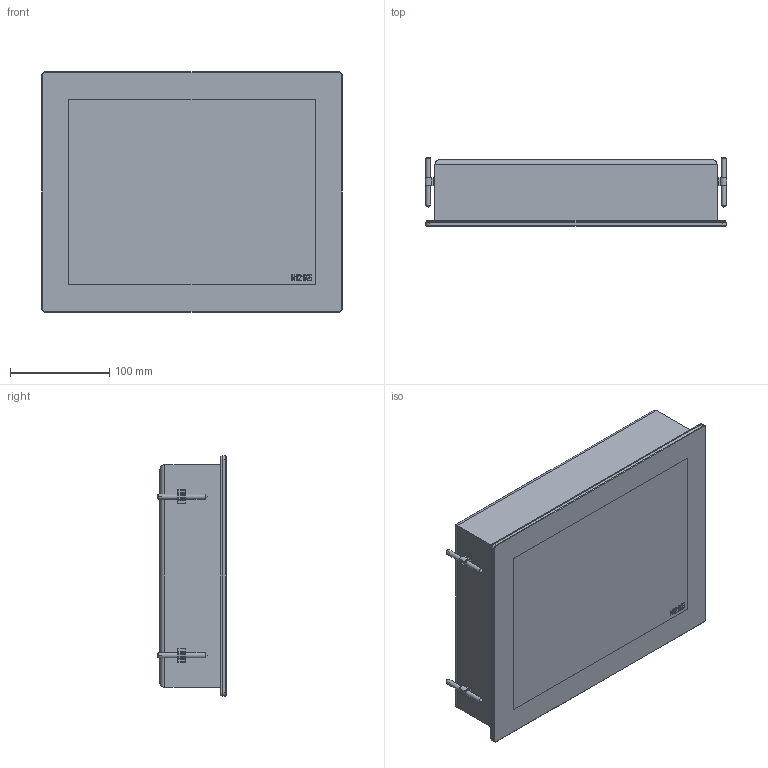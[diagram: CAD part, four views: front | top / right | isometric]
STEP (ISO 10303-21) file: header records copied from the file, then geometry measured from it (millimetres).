
FILE_DESCRIPTION(/* description */ ('Unknown'),/* implementation_level */ '2;1');
FILE_NAME(/* name */ 'N121KG 3d',/* time_stamp */ '2016-10-20T10:14:00+02:00',/* author */ ('Unknown'),/* organization */ ('Unknown'),/* preprocessor_version */ 'ST-DEVELOPER v16.7',/* originating_system */ 'DEX',/* authorisation */ $);
FILE_SCHEMA (('AUTOMOTIVE_DESIGN {1 0 10303 214 3 1 1}'));
Length unit declared in the file: millimetre
Products named in the file (3): N121K(G)E 3d; N121K(G)E 3d-model; 0901124asm
Assembly tree (5 placements, depth 2):
  N121K(G)E 3d
    N121K(G)E 3d-model
    0901124asm  x4
Bounding box: 303.1 x 68.5 x 242 mm (x, y, z)
Volume: 4032262.7 mm3; surface area: 220413.4 mm2
Topology: 5 solids, 12 shells, 787 faces, 2007 edges, 1314 vertices
Faces by surface type: plane 505, cylinder 128, bspline 114, cone 40
Full cylindrical faces by diameter (mm): 2 x7, 5 x4
Entity records: 29734 total; most frequent: CARTESIAN_POINT 14358, ORIENTED_EDGE 2678, DIRECTION 1664, EDGE_CURVE 1339, VERTEX_POINT 894, B_SPLINE_CURVE_WITH_KNOTS 678, FACE_BOUND 643, EDGE_LOOP 642
